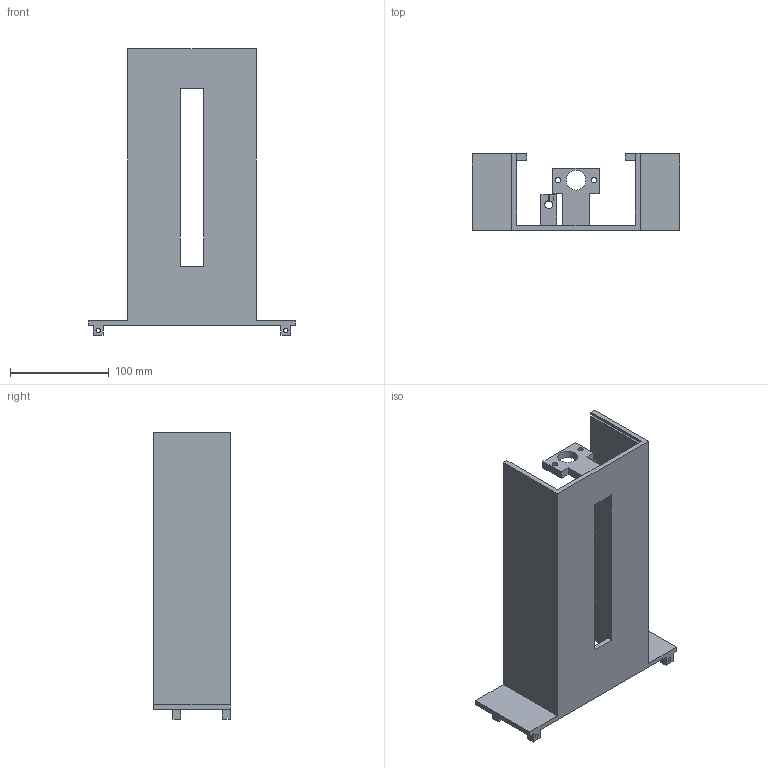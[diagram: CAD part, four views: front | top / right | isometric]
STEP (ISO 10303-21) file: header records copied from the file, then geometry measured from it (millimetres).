
FILE_DESCRIPTION(/* description */ ('STEP AP214'),/* implementation_level */ '2;1');
FILE_NAME(/* name */ '6876f84acc95e74f1a4e5bce',/* time_stamp */ '2025-07-16T00:54:34Z',/* author */ (''),/* organization */ (''),/* preprocessor_version */ 'ST-DEVELOPER v20',/* originating_system */ 'ONSHAPE BY PTC INC, 1.200',/* authorisation */ ' ');
FILE_SCHEMA (('AUTOMOTIVE_DESIGN {1 0 10303 214 3 1 1}'));
Length unit declared in the file: metre
Products named in the file (1): Tapa_frontal v27
Bounding box: 210 x 77.5 x 290 mm (x, y, z)
Volume: 419367.4 mm3; surface area: 179885 mm2
Topology: 1 solids, 1 shells, 118 faces, 331 edges, 222 vertices
Faces by surface type: plane 99, cylinder 19
Full cylindrical faces by diameter (mm): 3 x2, 4.2 x10, 5.4 x2, 7 x2, 20 x1
Entity records: 3710 total; most frequent: CARTESIAN_POINT 639, ORIENTED_EDGE 612, DIRECTION 582, EDGE_CURVE 306, LINE 268, VECTOR 268, VERTEX_POINT 214, EDGE_LOOP 174
